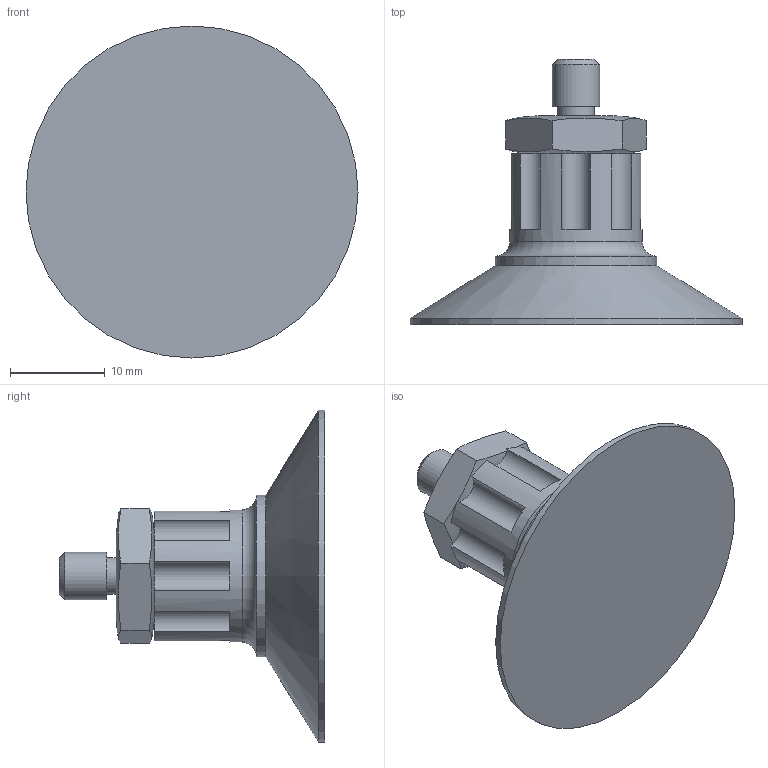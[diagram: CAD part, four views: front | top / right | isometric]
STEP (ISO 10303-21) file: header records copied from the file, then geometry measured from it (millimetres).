
FILE_DESCRIPTION(/* description */ (''),/* implementation_level */ '2;1');
FILE_NAME(/* name */ 'vc35pur_rac3rm5m.stp',/* time_stamp */ '2020-10-30T10:18:41+01:00',/* author */ ('enginyeria'),/* organization */ (''),/* preprocessor_version */ 'ST-DEVELOPER v17.2',/* originating_system */ 'Autodesk Inventor 2019',/* authorisation */ '');
FILE_SCHEMA (('CONFIG_CONTROL_DESIGN'));
Length unit declared in the file: millimetre
Products named in the file (1): Pieza97
Bounding box: 35 x 28 x 35 mm (x, y, z)
Volume: 6025.7 mm3; surface area: 3242.3 mm2
Topology: 1 solids, 1 shells, 40 faces, 110 edges, 76 vertices
Faces by surface type: plane 20, cylinder 14, cone 3, bspline 2, torus 1
Full cylindrical faces by diameter (mm): 2 x1, 3.8 x1, 5 x1, 14 x1, 17 x1, 35 x1
Entity records: 1511 total; most frequent: CARTESIAN_POINT 385, DIRECTION 235, ORIENTED_EDGE 220, EDGE_CURVE 110, AXIS2_PLACEMENT_3D 102, VERTEX_POINT 76, CIRCLE 63, EDGE_LOOP 44
